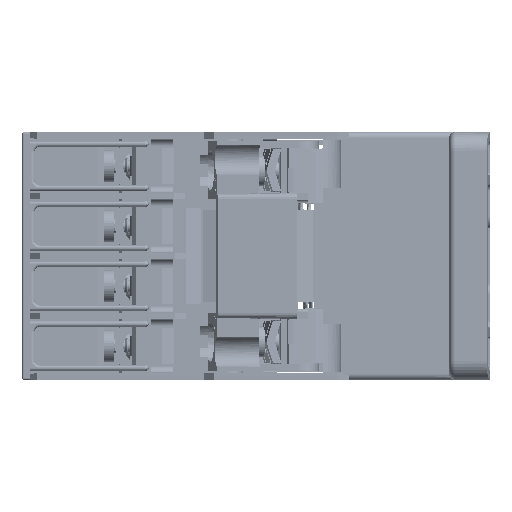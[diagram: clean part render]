
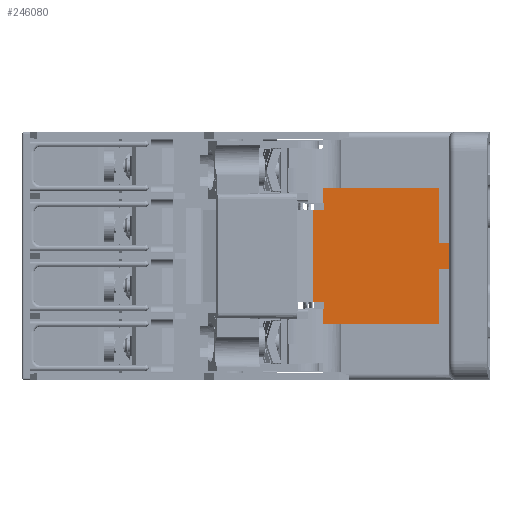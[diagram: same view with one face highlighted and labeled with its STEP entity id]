
A CAD part, left-side view. The second image highlights one B-rep face of the part: STEP entity #246080.
In plain terms, the highlighted planar face has unit normal (-1, 0, 0).
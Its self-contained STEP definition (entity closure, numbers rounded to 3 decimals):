
#236496=CARTESIAN_POINT('',(-32.4,3.17,9.65));
#236497=VERTEX_POINT('',#236496);
#236505=CARTESIAN_POINT('',(-32.4,3.17,12.4));
#236506=VERTEX_POINT('',#236505);
#236507=CARTESIAN_POINT('',(-32.4,3.17,9.65));
#236508=DIRECTION('',(0.0,0.0,1.0));
#236509=VECTOR('',#236508,2.75);
#236510=LINE('',#236507,#236509);
#236511=EDGE_CURVE('',#236497,#236506,#236510,.T.);
#236626=CARTESIAN_POINT('',(-32.4,3.1,9.65));
#236627=VERTEX_POINT('',#236626);
#236628=CARTESIAN_POINT('',(-32.4,3.17,9.65));
#236629=DIRECTION('',(0.0,-1.0,0.0));
#236630=VECTOR('',#236629,0.07);
#236631=LINE('',#236628,#236630);
#236632=EDGE_CURVE('',#236497,#236627,#236631,.T.);
#236784=CARTESIAN_POINT('',(-32.4,3.1,-9.65));
#236785=VERTEX_POINT('',#236784);
#236786=CARTESIAN_POINT('',(-32.4,3.17,-9.65));
#236787=VERTEX_POINT('',#236786);
#236788=CARTESIAN_POINT('',(-32.4,3.1,-9.65));
#236789=DIRECTION('',(0.0,1.0,0.0));
#236790=VECTOR('',#236789,0.07);
#236791=LINE('',#236788,#236790);
#236792=EDGE_CURVE('',#236785,#236787,#236791,.T.);
#237343=CARTESIAN_POINT('',(-32.4,3.1,-8.4));
#237344=VERTEX_POINT('',#237343);
#237353=CARTESIAN_POINT('',(-32.4,3.1,-8.4));
#237354=DIRECTION('',(0.0,0.0,-1.0));
#237355=VECTOR('',#237354,1.25);
#237356=LINE('',#237353,#237355);
#237357=EDGE_CURVE('',#237344,#236785,#237356,.T.);
#237367=CARTESIAN_POINT('',(-32.4,3.1,8.4));
#237368=VERTEX_POINT('',#237367);
#237375=CARTESIAN_POINT('',(-32.4,3.1,9.65));
#237376=DIRECTION('',(0.0,0.0,-1.0));
#237377=VECTOR('',#237376,1.25);
#237378=LINE('',#237375,#237377);
#237379=EDGE_CURVE('',#236627,#237368,#237378,.T.);
#237392=CARTESIAN_POINT('',(-32.4,5.1,-8.4));
#237393=VERTEX_POINT('',#237392);
#237394=CARTESIAN_POINT('',(-32.4,3.1,-8.4));
#237395=DIRECTION('',(0.0,1.0,0.0));
#237396=VECTOR('',#237395,2.0);
#237397=LINE('',#237394,#237396);
#237398=EDGE_CURVE('',#237344,#237393,#237397,.T.);
#237504=CARTESIAN_POINT('',(-32.4,5.1,8.4));
#237505=VERTEX_POINT('',#237504);
#237506=CARTESIAN_POINT('',(-32.4,5.1,8.4));
#237507=DIRECTION('',(0.0,0.0,-1.0));
#237508=VECTOR('',#237507,16.8);
#237509=LINE('',#237506,#237508);
#237510=EDGE_CURVE('',#237505,#237393,#237509,.T.);
#237539=CARTESIAN_POINT('',(-32.4,5.1,8.4));
#237540=DIRECTION('',(0.0,-1.0,0.0));
#237541=VECTOR('',#237540,2.0);
#237542=LINE('',#237539,#237541);
#237543=EDGE_CURVE('',#237505,#237368,#237542,.T.);
#237573=CARTESIAN_POINT('',(-32.4,3.17,-12.4));
#237574=VERTEX_POINT('',#237573);
#237582=CARTESIAN_POINT('',(-32.4,3.17,-12.4));
#237583=DIRECTION('',(0.0,0.0,1.0));
#237584=VECTOR('',#237583,2.75);
#237585=LINE('',#237582,#237584);
#237586=EDGE_CURVE('',#237574,#236787,#237585,.T.);
#245992=CARTESIAN_POINT('',(-32.4,-19.7,12.4));
#245993=DIRECTION('',(-1.0,0.0,0.0));
#245994=DIRECTION('',(0.0,0.0,1.0));
#245995=AXIS2_PLACEMENT_3D('',#245992,#245993,#245994);
#245996=PLANE('',#245995);
#245997=CARTESIAN_POINT('',(-32.4,-17.8,-12.3));
#245998=VERTEX_POINT('',#245997);
#245999=CARTESIAN_POINT('',(-32.4,-17.8,-2.3));
#246000=VERTEX_POINT('',#245999);
#246001=CARTESIAN_POINT('',(-32.4,-17.8,-12.3));
#246002=DIRECTION('',(0.0,0.0,1.0));
#246003=VECTOR('',#246002,10.);
#246004=LINE('',#246001,#246003);
#246005=EDGE_CURVE('',#245998,#246000,#246004,.T.);
#246006=ORIENTED_EDGE('',*,*,#246005,.T.);
#246007=CARTESIAN_POINT('',(-32.4,-19.7,-2.3));
#246008=VERTEX_POINT('',#246007);
#246009=CARTESIAN_POINT('',(-32.4,-17.8,-2.3));
#246010=DIRECTION('',(0.0,-1.0,0.0));
#246011=VECTOR('',#246010,1.9);
#246012=LINE('',#246009,#246011);
#246013=EDGE_CURVE('',#246000,#246008,#246012,.T.);
#246014=ORIENTED_EDGE('',*,*,#246013,.T.);
#246015=CARTESIAN_POINT('',(-32.4,-19.7,2.3));
#246016=VERTEX_POINT('',#246015);
#246017=CARTESIAN_POINT('',(-32.4,-19.7,2.3));
#246018=DIRECTION('',(0.0,0.0,-1.0));
#246019=VECTOR('',#246018,4.6);
#246020=LINE('',#246017,#246019);
#246021=EDGE_CURVE('',#246016,#246008,#246020,.T.);
#246022=ORIENTED_EDGE('',*,*,#246021,.F.);
#246023=CARTESIAN_POINT('',(-32.4,-17.8,2.3));
#246024=VERTEX_POINT('',#246023);
#246025=CARTESIAN_POINT('',(-32.4,-17.8,2.3));
#246026=DIRECTION('',(0.0,-1.0,0.0));
#246027=VECTOR('',#246026,1.9);
#246028=LINE('',#246025,#246027);
#246029=EDGE_CURVE('',#246024,#246016,#246028,.T.);
#246030=ORIENTED_EDGE('',*,*,#246029,.F.);
#246031=CARTESIAN_POINT('',(-32.4,-17.8,12.3));
#246032=VERTEX_POINT('',#246031);
#246033=CARTESIAN_POINT('',(-32.4,-17.8,2.3));
#246034=DIRECTION('',(0.0,0.0,1.0));
#246035=VECTOR('',#246034,10.);
#246036=LINE('',#246033,#246035);
#246037=EDGE_CURVE('',#246024,#246032,#246036,.T.);
#246038=ORIENTED_EDGE('',*,*,#246037,.T.);
#246039=CARTESIAN_POINT('',(-32.4,-17.9,12.4));
#246040=VERTEX_POINT('',#246039);
#246041=CARTESIAN_POINT('',(-32.4,-17.9,12.3));
#246042=DIRECTION('',(1.0,0.,0.));
#246043=DIRECTION('',(0.,0.707,0.707));
#246044=AXIS2_PLACEMENT_3D('',#246041,#246042,#246043);
#246045=CIRCLE('',#246044,0.1);
#246046=EDGE_CURVE('',#246040,#246032,#246045,.F.);
#246047=ORIENTED_EDGE('',*,*,#246046,.F.);
#246048=CARTESIAN_POINT('',(-32.4,-17.9,12.4));
#246049=DIRECTION('',(0.0,1.0,0.0));
#246050=VECTOR('',#246049,21.07);
#246051=LINE('',#246048,#246050);
#246052=EDGE_CURVE('',#246040,#236506,#246051,.T.);
#246053=ORIENTED_EDGE('',*,*,#246052,.T.);
#246054=ORIENTED_EDGE('',*,*,#236511,.F.);
#246055=ORIENTED_EDGE('',*,*,#236632,.T.);
#246056=ORIENTED_EDGE('',*,*,#237379,.T.);
#246057=ORIENTED_EDGE('',*,*,#237543,.F.);
#246058=ORIENTED_EDGE('',*,*,#237510,.T.);
#246059=ORIENTED_EDGE('',*,*,#237398,.F.);
#246060=ORIENTED_EDGE('',*,*,#237357,.T.);
#246061=ORIENTED_EDGE('',*,*,#236792,.T.);
#246062=ORIENTED_EDGE('',*,*,#237586,.F.);
#246063=CARTESIAN_POINT('',(-32.4,-17.9,-12.4));
#246064=VERTEX_POINT('',#246063);
#246065=CARTESIAN_POINT('',(-32.4,-17.9,-12.4));
#246066=DIRECTION('',(0.0,1.0,0.0));
#246067=VECTOR('',#246066,21.07);
#246068=LINE('',#246065,#246067);
#246069=EDGE_CURVE('',#246064,#237574,#246068,.T.);
#246070=ORIENTED_EDGE('',*,*,#246069,.F.);
#246071=CARTESIAN_POINT('',(-32.4,-17.9,-12.3));
#246072=DIRECTION('',(1.0,0.,0.));
#246073=DIRECTION('',(0.,0.707,-0.707));
#246074=AXIS2_PLACEMENT_3D('',#246071,#246072,#246073);
#246075=CIRCLE('',#246074,0.1);
#246076=EDGE_CURVE('',#245998,#246064,#246075,.F.);
#246077=ORIENTED_EDGE('',*,*,#246076,.F.);
#246078=EDGE_LOOP('',(#246006,#246014,#246022,#246030,#246038,#246047,#246053,#246054,#246055,#246056,#246057,#246058,#246059,#246060,#246061,#246062,#246070,#246077));
#246079=FACE_OUTER_BOUND('',#246078,.T.);
#246080=ADVANCED_FACE('',(#246079),#245996,.T.);
